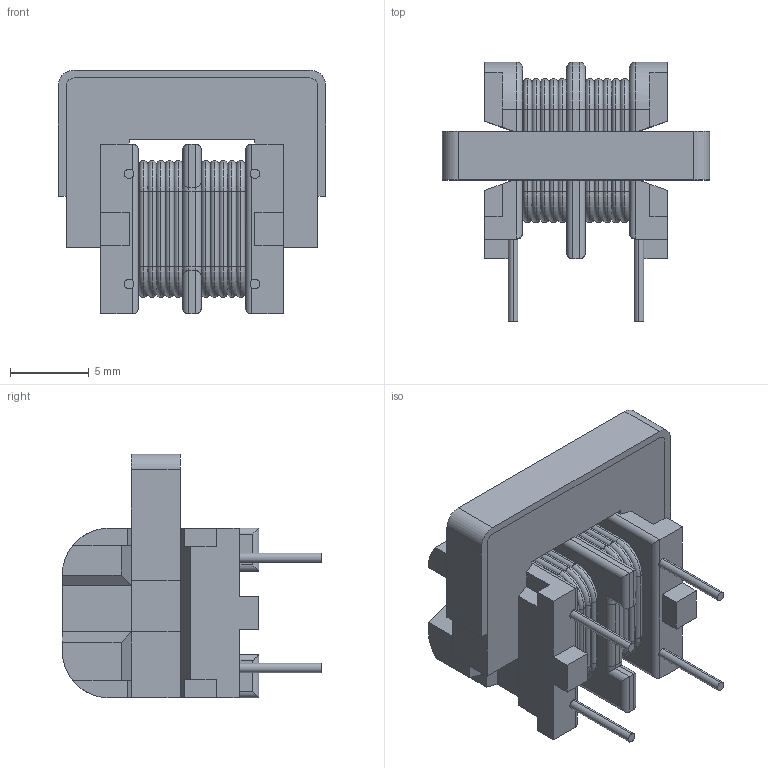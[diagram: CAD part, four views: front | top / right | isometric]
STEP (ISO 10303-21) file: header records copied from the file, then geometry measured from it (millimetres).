
FILE_DESCRIPTION (( 'STEP AP214' ), '1' );
FILE_NAME ('SU9H-10005.STEP', '2019-11-20T10:55:50', ( '' ), ( '' ), 'SwSTEP 2.0', 'SolidWorks 2017', '' );
FILE_SCHEMA (( 'AUTOMOTIVE_DESIGN' ));
Length unit declared in the file: millimetre
Products named in the file (1): SU9H-10005
Bounding box: 17 x 16.5 x 15.5 mm (x, y, z)
Volume: 1322 mm3; surface area: 2071 mm2
Topology: 16 solids, 16 shells, 354 faces, 786 edges, 446 vertices
Faces by surface type: cylinder 154, plane 108, torus 92
Entity records: 9847 total; most frequent: DIRECTION 1834, CARTESIAN_POINT 1657, ORIENTED_EDGE 1572, EDGE_CURVE 786, AXIS2_PLACEMENT_3D 711, VERTEX_POINT 446, LINE 412, VECTOR 412
